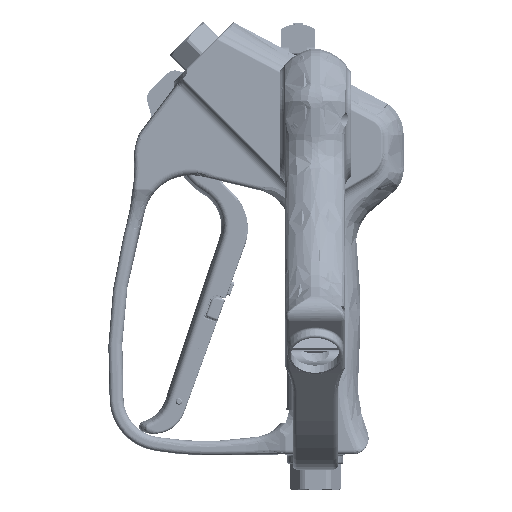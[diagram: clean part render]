
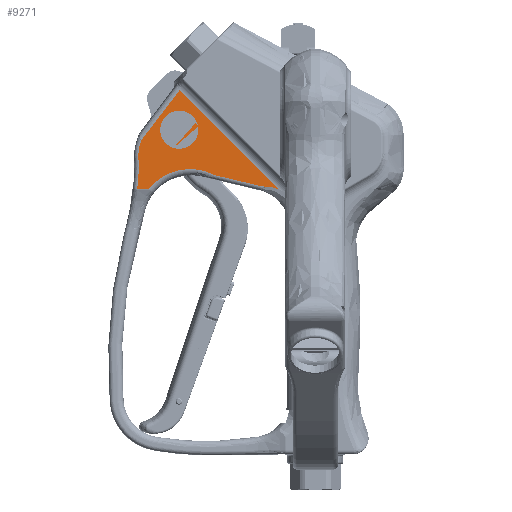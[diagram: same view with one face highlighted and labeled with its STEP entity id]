
A CAD part, left-side view. The second image highlights one B-rep face of the part: STEP entity #9271.
In plain terms, the highlighted face is planar.
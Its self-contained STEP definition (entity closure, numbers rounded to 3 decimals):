
#9271 = ADVANCED_FACE( '', ( #20427, #20428, #20429 ), #20430, .T. );
#20427 = FACE_BOUND( '', #41080, .T. );
#20428 = FACE_BOUND( '', #41081, .T. );
#20429 = FACE_OUTER_BOUND( '', #41082, .T. );
#20430 = PLANE( '', #41083 );
#41080 = EDGE_LOOP( '', ( #79763, #79764, #79765 ) );
#41081 = EDGE_LOOP( '', ( #79766, #79767 ) );
#41082 = EDGE_LOOP( '', ( #79768, #79769, #79770, #79771, #79772, #79773, #79774, #79775, #79776 ) );
#41083 = AXIS2_PLACEMENT_3D( '', #79777, #79778, #79779 );
#79763 = ORIENTED_EDGE( '', *, *, #107301, .T. );
#79764 = ORIENTED_EDGE( '', *, *, #103726, .F. );
#79765 = ORIENTED_EDGE( '', *, *, #107302, .F. );
#79766 = ORIENTED_EDGE( '', *, *, #106287, .T. );
#79767 = ORIENTED_EDGE( '', *, *, #107303, .F. );
#79768 = ORIENTED_EDGE( '', *, *, #107304, .T. );
#79769 = ORIENTED_EDGE( '', *, *, #100034, .T. );
#79770 = ORIENTED_EDGE( '', *, *, #107305, .T. );
#79771 = ORIENTED_EDGE( '', *, *, #103671, .T. );
#79772 = ORIENTED_EDGE( '', *, *, #103842, .T. );
#79773 = ORIENTED_EDGE( '', *, *, #98958, .F. );
#79774 = ORIENTED_EDGE( '', *, *, #107250, .T. );
#79775 = ORIENTED_EDGE( '', *, *, #107306, .T. );
#79776 = ORIENTED_EDGE( '', *, *, #107307, .T. );
#79777 = CARTESIAN_POINT( '', ( -81.393, 14., 26.228 ) );
#79778 = DIRECTION( '', ( 0., 1., 0. ) );
#79779 = DIRECTION( '', ( 0., 0., 1. ) );
#98958 = EDGE_CURVE( '', #115807, #115809, #115810, .F. );
#100034 = EDGE_CURVE( '', #117603, #117601, #117604, .F. );
#103671 = EDGE_CURVE( '', #111428, #123281, #123283, .F. );
#103726 = EDGE_CURVE( '', #123364, #123365, #123366, .T. );
#103842 = EDGE_CURVE( '', #123281, #115809, #123537, .T. );
#106287 = EDGE_CURVE( '', #126831, #126835, #126837, .T. );
#107250 = EDGE_CURVE( '', #115807, #128022, #128024, .T. );
#107301 = EDGE_CURVE( '', #128086, #123365, #128087, .T. );
#107302 = EDGE_CURVE( '', #128086, #123364, #128088, .T. );
#107303 = EDGE_CURVE( '', #126831, #126835, #128089, .T. );
#107304 = EDGE_CURVE( '', #128090, #117603, #128091, .F. );
#107305 = EDGE_CURVE( '', #117601, #111428, #128092, .F. );
#107306 = EDGE_CURVE( '', #128022, #125249, #128093, .T. );
#107307 = EDGE_CURVE( '', #125249, #128090, #128094, .T. );
#111428 = VERTEX_POINT( '', #134583 );
#115807 = VERTEX_POINT( '', #145426 );
#115809 = VERTEX_POINT( '', #145433 );
#115810 = B_SPLINE_CURVE_WITH_KNOTS( '', 3, ( #145434, #145435, #145436, #145437, #145438, #145439 ), .UNSPECIFIED., .F., .F., ( 4, 2, 4 ), ( 0., 0.25, 0.324 ), .UNSPECIFIED. );
#117601 = VERTEX_POINT( '', #150272 );
#117603 = VERTEX_POINT( '', #150274 );
#117604 = CIRCLE( '', #150275, 123.875 );
#123281 = VERTEX_POINT( '', #167367 );
#123283 = CIRCLE( '', #167386, 24.706 );
#123364 = VERTEX_POINT( '', #167652 );
#123365 = VERTEX_POINT( '', #167653 );
#123366 = LINE( '', #167654, #167655 );
#123537 = LINE( '', #168257, #168258 );
#125249 = VERTEX_POINT( '', #172394 );
#126831 = VERTEX_POINT( '', #176714 );
#126835 = VERTEX_POINT( '', #176719 );
#126837 = CIRCLE( '', #176722, 8.9 );
#128022 = VERTEX_POINT( '', #180035 );
#128024 = LINE( '', #180041, #180042 );
#128086 = VERTEX_POINT( '', #180315 );
#128087 = CIRCLE( '', #180316, 8.9 );
#128088 = LINE( '', #180317, #180318 );
#128089 = LINE( '', #180319, #180320 );
#128090 = VERTEX_POINT( '', #180321 );
#128091 = CIRCLE( '', #180322, 101.363 );
#128092 = LINE( '', #180323, #180324 );
#128093 = B_SPLINE_CURVE_WITH_KNOTS( '', 3, ( #180325, #180326, #180327, #180328, #180329, #180330, #180331, #180332, #180333, #180334, #180335, #180336, #180337, #180338, #180339, #180340, #180341, #180342 ), .UNSPECIFIED., .F., .F., ( 4, 1, 2, 2, 2, 2, 2, 2, 1, 4 ), ( 0., 0.002, 0.004, 0.007, 0.011, 0.015, 0.019, 0.022, 0.026, 0.03 ), .UNSPECIFIED. );
#128094 = CIRCLE( '', #180343, 22.351 );
#134583 = CARTESIAN_POINT( '', ( -27.587, 14., -63.227 ) );
#145426 = CARTESIAN_POINT( '', ( -71.038, 14., -20.397 ) );
#145433 = CARTESIAN_POINT( '', ( -64.121, 14., -25.134 ) );
#145434 = CARTESIAN_POINT( '', ( -64.121, 14., -25.134 ) );
#145435 = CARTESIAN_POINT( '', ( -65.502, 14., -23.604 ) );
#145436 = CARTESIAN_POINT( '', ( -67.223, 14., -22.256 ) );
#145437 = CARTESIAN_POINT( '', ( -69.8, 14., -20.92 ) );
#145438 = CARTESIAN_POINT( '', ( -70.409, 14., -20.643 ) );
#145439 = CARTESIAN_POINT( '', ( -71.038, 14., -20.397 ) );
#150272 = CARTESIAN_POINT( '', ( -23.747, 14., -67.067 ) );
#150274 = CARTESIAN_POINT( '', ( -21.121, 14., -63.876 ) );
#150275 = AXIS2_PLACEMENT_3D( '', #190161, #190162, #190163 );
#167367 = CARTESIAN_POINT( '', ( -44.794, 14., -36.993 ) );
#167386 = AXIS2_PLACEMENT_3D( '', #192611, #192612, #192613 );
#167652 = CARTESIAN_POINT( '', ( -21.276, 14., -25.846 ) );
#167653 = CARTESIAN_POINT( '', ( -23.093, 14., -26.348 ) );
#167654 = CARTESIAN_POINT( '', ( -21.276, 14., -25.846 ) );
#167655 = VECTOR( '', #192648, 1000. );
#168257 = CARTESIAN_POINT( '', ( -99.564, 14., -3.387 ) );
#168258 = VECTOR( '', #192766, 1000. );
#172394 = CARTESIAN_POINT( '', ( -9.073, 14., -49.868 ) );
#176714 = CARTESIAN_POINT( '', ( -23.267, 14., -26.467 ) );
#176719 = CARTESIAN_POINT( '', ( -22.293, 14., -41.593 ) );
#176722 = AXIS2_PLACEMENT_3D( '', #194640, #194641, #194642 );
#180035 = CARTESIAN_POINT( '', ( -5.204, 14., -20.397 ) );
#180041 = CARTESIAN_POINT( '', ( -0.474, 14., -20.397 ) );
#180042 = VECTOR( '', #195243, 1000. );
#180315 = CARTESIAN_POINT( '', ( -22.194, 14., -41.644 ) );
#180316 = AXIS2_PLACEMENT_3D( '', #195259, #195260, #195261 );
#180317 = CARTESIAN_POINT( '', ( -22.239, 14., -42.427 ) );
#180318 = VECTOR( '', #195262, 1000. );
#180319 = CARTESIAN_POINT( '', ( -23.271, 14., -26.397 ) );
#180320 = VECTOR( '', #195263, 1000. );
#180321 = CARTESIAN_POINT( '', ( -16.09, 14., -58.389 ) );
#180322 = AXIS2_PLACEMENT_3D( '', #195264, #195265, #195266 );
#180323 = CARTESIAN_POINT( '', ( -27.376, 14., -63.438 ) );
#180324 = VECTOR( '', #195267, 1000. );
#180325 = CARTESIAN_POINT( '', ( -5.204, 14., -20.397 ) );
#180326 = CARTESIAN_POINT( '', ( -5.278, 14., -21.011 ) );
#180327 = CARTESIAN_POINT( '', ( -5.429, 14., -22.241 ) );
#180328 = CARTESIAN_POINT( '', ( -5.583, 14., -23.47 ) );
#180329 = CARTESIAN_POINT( '', ( -5.815, 14., -25.313 ) );
#180330 = CARTESIAN_POINT( '', ( -5.971, 14., -26.541 ) );
#180331 = CARTESIAN_POINT( '', ( -6.288, 14., -28.998 ) );
#180332 = CARTESIAN_POINT( '', ( -6.447, 14., -30.226 ) );
#180333 = CARTESIAN_POINT( '', ( -6.769, 14., -32.682 ) );
#180334 = CARTESIAN_POINT( '', ( -6.931, 14., -33.91 ) );
#180335 = CARTESIAN_POINT( '', ( -7.256, 14., -36.366 ) );
#180336 = CARTESIAN_POINT( '', ( -7.419, 14., -37.594 ) );
#180337 = CARTESIAN_POINT( '', ( -7.747, 14., -40.049 ) );
#180338 = CARTESIAN_POINT( '', ( -7.912, 14., -41.276 ) );
#180339 = CARTESIAN_POINT( '', ( -8.242, 14., -43.731 ) );
#180340 = CARTESIAN_POINT( '', ( -8.574, 14., -46.186 ) );
#180341 = CARTESIAN_POINT( '', ( -8.906, 14., -48.641 ) );
#180342 = CARTESIAN_POINT( '', ( -9.073, 14., -49.868 ) );
#180343 = AXIS2_PLACEMENT_3D( '', #195268, #195269, #195270 );
#190161 = CARTESIAN_POINT( '', ( 73.203, 14., -144.175 ) );
#190162 = DIRECTION( '', ( 0., 1., 0. ) );
#190163 = DIRECTION( '', ( 0., 0., 1. ) );
#192611 = CARTESIAN_POINT( '', ( -52.15, 14., -60.578 ) );
#192612 = DIRECTION( '', ( 0., 1., 0. ) );
#192613 = DIRECTION( '', ( 0., 0., 1. ) );
#192648 = DIRECTION( '', ( -0.964, 0., -0.266 ) );
#192766 = DIRECTION( '', ( -0.852, 0., 0.523 ) );
#194640 = CARTESIAN_POINT( '', ( -18.122, 14., -33.73 ) );
#194641 = DIRECTION( '', ( 0., -1., 0. ) );
#194642 = DIRECTION( '', ( -1., 0., 0. ) );
#195243 = DIRECTION( '', ( 1., 0., 0. ) );
#195259 = CARTESIAN_POINT( '', ( -18.122, 14., -33.73 ) );
#195260 = DIRECTION( '', ( 0., -1., 0. ) );
#195261 = DIRECTION( '', ( -1., 0., 0. ) );
#195262 = DIRECTION( '', ( 0.058, 0., 0.998 ) );
#195263 = DIRECTION( '', ( 0.064, 0., -0.998 ) );
#195264 = CARTESIAN_POINT( '', ( 56.062, 14., -129.583 ) );
#195265 = DIRECTION( '', ( 0., 1., 0. ) );
#195266 = DIRECTION( '', ( 0., 0., 1. ) );
#195267 = DIRECTION( '', ( 0.707, 0., -0.707 ) );
#195268 = CARTESIAN_POINT( '', ( -29.301, 14., -40.359 ) );
#195269 = DIRECTION( '', ( 0., 1., 0. ) );
#195270 = DIRECTION( '', ( 0., 0., 1. ) );
